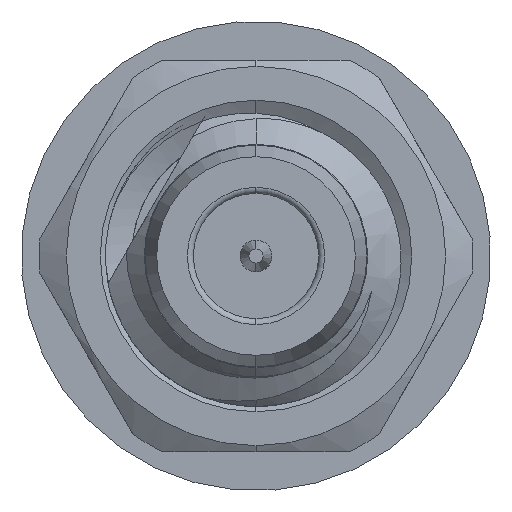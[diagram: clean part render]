
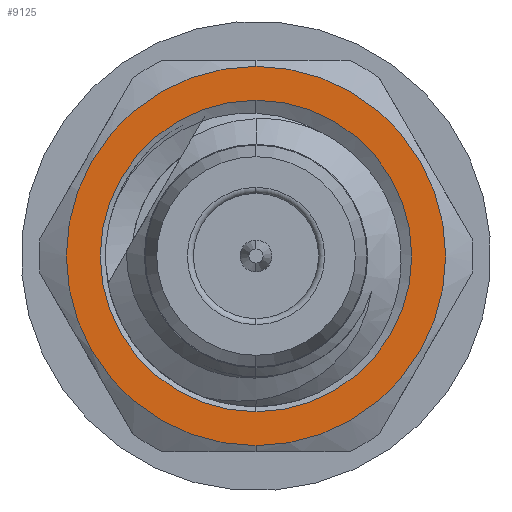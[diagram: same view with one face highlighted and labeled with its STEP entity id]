
A CAD part, left-side view. The second image highlights one B-rep face of the part: STEP entity #9125.
In plain terms, the highlighted planar face has unit normal (-1, 0, 0).
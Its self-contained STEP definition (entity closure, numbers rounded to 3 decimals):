
#172 = CARTESIAN_POINT ( 'NONE',  ( 6.6, 0., 0. ) ) ;
#683 = VERTEX_POINT ( 'NONE', #9807 ) ;
#1202 = FACE_OUTER_BOUND ( 'NONE', #2342, .T. ) ;
#1312 = CIRCLE ( 'NONE', #6711, 3.15 ) ;
#1411 = DIRECTION ( 'NONE',  ( 0., 0., 1. ) ) ;
#1551 = ORIENTED_EDGE ( 'NONE', *, *, #11292, .F. ) ;
#1850 = DIRECTION ( 'NONE',  ( 1., 0., 0. ) ) ;
#2239 = VERTEX_POINT ( 'NONE', #5774 ) ;
#2342 = EDGE_LOOP ( 'NONE', ( #8909, #1551 ) ) ;
#2584 = PLANE ( 'NONE',  #7219 ) ;
#3097 = ORIENTED_EDGE ( 'NONE', *, *, #10935, .T. ) ;
#3978 = CARTESIAN_POINT ( 'NONE',  ( 6.6, 0., -2.587 ) ) ;
#4172 = CARTESIAN_POINT ( 'NONE',  ( 6.6, 0., 0. ) ) ;
#4246 = VERTEX_POINT ( 'NONE', #3978 ) ;
#5335 = AXIS2_PLACEMENT_3D ( 'NONE', #9269, #1850, #10511 ) ;
#5400 = DIRECTION ( 'NONE',  ( 0., 0., -1. ) ) ;
#5774 = CARTESIAN_POINT ( 'NONE',  ( 6.6, 0., 3.15 ) ) ;
#6216 = EDGE_LOOP ( 'NONE', ( #3097, #10069 ) ) ;
#6404 = CIRCLE ( 'NONE', #6843, 2.587 ) ;
#6420 = DIRECTION ( 'NONE',  ( 1., 0., 0. ) ) ;
#6615 = DIRECTION ( 'NONE',  ( 1., 0., 0. ) ) ;
#6711 = AXIS2_PLACEMENT_3D ( 'NONE', #14066, #6615, #15323 ) ;
#6843 = AXIS2_PLACEMENT_3D ( 'NONE', #13865, #6420, #15122 ) ;
#7219 = AXIS2_PLACEMENT_3D ( 'NONE', #172, #8817, #1411 ) ;
#7408 = CARTESIAN_POINT ( 'NONE',  ( 6.6, 0., -3.15 ) ) ;
#7474 = VERTEX_POINT ( 'NONE', #7408 ) ;
#8805 = EDGE_CURVE ( 'NONE', #4246, #683, #14801, .T. ) ;
#8817 = DIRECTION ( 'NONE',  ( -1., 0., 0. ) ) ;
#8909 = ORIENTED_EDGE ( 'NONE', *, *, #11310, .F. ) ;
#9125 = ADVANCED_FACE ( 'NONE', ( #14393, #1202 ), #2584, .T. ) ;
#9269 = CARTESIAN_POINT ( 'NONE',  ( 6.6, 0., 0. ) ) ;
#9807 = CARTESIAN_POINT ( 'NONE',  ( 6.6, 0., 2.587 ) ) ;
#10069 = ORIENTED_EDGE ( 'NONE', *, *, #8805, .T. ) ;
#10511 = DIRECTION ( 'NONE',  ( 0., 0., 1. ) ) ;
#10886 = AXIS2_PLACEMENT_3D ( 'NONE', #4172, #12876, #5400 ) ;
#10935 = EDGE_CURVE ( 'NONE', #683, #4246, #6404, .T. ) ;
#11292 = EDGE_CURVE ( 'NONE', #2239, #7474, #1312, .T. ) ;
#11310 = EDGE_CURVE ( 'NONE', #7474, #2239, #13698, .T. ) ;
#12876 = DIRECTION ( 'NONE',  ( 1., 0., 0. ) ) ;
#13698 = CIRCLE ( 'NONE', #10886, 3.15 ) ;
#13865 = CARTESIAN_POINT ( 'NONE',  ( 6.6, 0., 0. ) ) ;
#14066 = CARTESIAN_POINT ( 'NONE',  ( 6.6, 0., 0. ) ) ;
#14393 = FACE_BOUND ( 'NONE', #6216, .T. ) ;
#14801 = CIRCLE ( 'NONE', #5335, 2.587 ) ;
#15122 = DIRECTION ( 'NONE',  ( 0., 0., 1. ) ) ;
#15323 = DIRECTION ( 'NONE',  ( 0., 0., -1. ) ) ;
